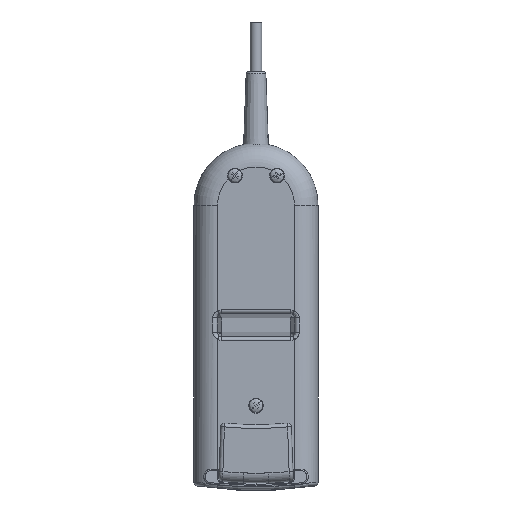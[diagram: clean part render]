
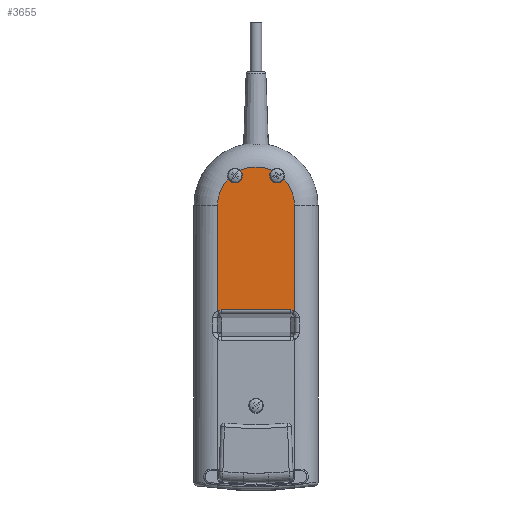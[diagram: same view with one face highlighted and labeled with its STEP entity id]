
A CAD part, front view. The second image highlights one B-rep face of the part: STEP entity #3655.
In plain terms, the highlighted planar face has unit normal (0, -1, 0).
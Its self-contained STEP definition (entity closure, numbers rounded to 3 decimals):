
#74 = DIRECTION ( 'NONE',  ( 0., 0., -1. ) ) ;
#142 = CARTESIAN_POINT ( 'NONE',  ( -15.501, -9.39, 156. ) ) ;
#349 = DIRECTION ( 'NONE',  ( 1., 0., 0. ) ) ;
#370 = CARTESIAN_POINT ( 'NONE',  ( 0., -9.39, 72.821 ) ) ;
#853 = ORIENTED_EDGE ( 'NONE', *, *, #1406, .T. ) ;
#868 = ORIENTED_EDGE ( 'NONE', *, *, #1905, .T. ) ;
#878 = ORIENTED_EDGE ( 'NONE', *, *, #2351, .T. ) ;
#880 = ORIENTED_EDGE ( 'NONE', *, *, #1533, .T. ) ;
#887 = ORIENTED_EDGE ( 'NONE', *, *, #1504, .T. ) ;
#954 = ORIENTED_EDGE ( 'NONE', *, *, #1989, .F. ) ;
#988 = ORIENTED_EDGE ( 'NONE', *, *, #1530, .F. ) ;
#1022 = ORIENTED_EDGE ( 'NONE', *, *, #1573, .F. ) ;
#1067 = ORIENTED_EDGE ( 'NONE', *, *, #1232, .T. ) ;
#1080 = ORIENTED_EDGE ( 'NONE', *, *, #1570, .F. ) ;
#1113 = ORIENTED_EDGE ( 'NONE', *, *, #1794, .T. ) ;
#1122 = ORIENTED_EDGE ( 'NONE', *, *, #1752, .T. ) ;
#1232 = EDGE_CURVE ( 'NONE', #8439, #8394, #8907, .T. ) ;
#1268 = AXIS2_PLACEMENT_3D ( 'NONE', #3325, #3324, #3322 ) ;
#1287 = AXIS2_PLACEMENT_3D ( 'NONE', #3469, #3468, #3467 ) ;
#1314 = AXIS2_PLACEMENT_3D ( 'NONE', #6343, #6342, #6341 ) ;
#1316 = AXIS2_PLACEMENT_3D ( 'NONE', #10716, #10715, #10714 ) ;
#1318 = AXIS2_PLACEMENT_3D ( 'NONE', #6332, #6328, #6327 ) ;
#1326 = AXIS2_PLACEMENT_3D ( 'NONE', #10707, #10706, #10705 ) ;
#1406 = EDGE_CURVE ( 'NONE', #8526, #8517, #8988, .T. ) ;
#1504 = EDGE_CURVE ( 'NONE', #8405, #8430, #9065, .T. ) ;
#1530 = EDGE_CURVE ( 'NONE', #2703, #2706, #9087, .T. ) ;
#1533 = EDGE_CURVE ( 'NONE', #2714, #8526, #9095, .T. ) ;
#1570 = EDGE_CURVE ( 'NONE', #2706, #8562, #9137, .T. ) ;
#1573 = EDGE_CURVE ( 'NONE', #2713, #8359, #9142, .T. ) ;
#1598 = AXIS2_PLACEMENT_3D ( 'NONE', #5699, #5704, #5705 ) ;
#1752 = EDGE_CURVE ( 'NONE', #8394, #8562, #9188, .T. ) ;
#1794 = EDGE_CURVE ( 'NONE', #8430, #8439, #9230, .T. ) ;
#1905 = EDGE_CURVE ( 'NONE', #8517, #8405, #9313, .T. ) ;
#1907 = AXIS2_PLACEMENT_3D ( 'NONE', #10327, #10328, #10561 ) ;
#1989 = EDGE_CURVE ( 'NONE', #2714, #2713, #9372, .T. ) ;
#2277 = AXIS2_PLACEMENT_3D ( 'NONE', #4653, #4654, #4655 ) ;
#2304 = AXIS2_PLACEMENT_3D ( 'NONE', #10524, #10435, #10450 ) ;
#2351 = EDGE_CURVE ( 'NONE', #2703, #8359, #9726, .T. ) ;
#2703 = VERTEX_POINT ( 'NONE', #4687 ) ;
#2706 = VERTEX_POINT ( 'NONE', #4690 ) ;
#2713 = VERTEX_POINT ( 'NONE', #4696 ) ;
#2714 = VERTEX_POINT ( 'NONE', #4697 ) ;
#3322 = DIRECTION ( 'NONE',  ( 0., 0., 1. ) ) ;
#3324 = DIRECTION ( 'NONE',  ( 0., 1., 0. ) ) ;
#3325 = CARTESIAN_POINT ( 'NONE',  ( 14., -9.39, 69.684 ) ) ;
#3467 = DIRECTION ( 'NONE',  ( 0., 0., 1. ) ) ;
#3468 = DIRECTION ( 'NONE',  ( 0., -1., 0. ) ) ;
#3469 = CARTESIAN_POINT ( 'NONE',  ( 0., -9.39, 115. ) ) ;
#3655 = ADVANCED_FACE ( 'NONE', ( #9913 ), #5700, .F. ) ;
#4653 = CARTESIAN_POINT ( 'NONE',  ( 0., -9.39, 115. ) ) ;
#4654 = DIRECTION ( 'NONE',  ( 0., -1., 0. ) ) ;
#4655 = DIRECTION ( 'NONE',  ( 0., 0., 1. ) ) ;
#4687 = CARTESIAN_POINT ( 'NONE',  ( 6.383, -9.39, 129.125 ) ) ;
#4690 = CARTESIAN_POINT ( 'NONE',  ( 8.5, -9.39, 124. ) ) ;
#4696 = CARTESIAN_POINT ( 'NONE',  ( -8.5, -9.39, 124. ) ) ;
#4697 = CARTESIAN_POINT ( 'NONE',  ( -11.208, -9.39, 125.708 ) ) ;
#5699 = CARTESIAN_POINT ( 'NONE',  ( 0., -9.39, 156. ) ) ;
#5700 = PLANE ( 'NONE',  #1598 ) ;
#5704 = DIRECTION ( 'NONE',  ( 0., 1., 0. ) ) ;
#5705 = DIRECTION ( 'NONE',  ( 0., 0., 1. ) ) ;
#5787 = CARTESIAN_POINT ( 'NONE',  ( 15.501, -9.39, 156. ) ) ;
#5867 = DIRECTION ( 'NONE',  ( 0., 0., 1. ) ) ;
#6327 = DIRECTION ( 'NONE',  ( 0., 0., 1. ) ) ;
#6328 = DIRECTION ( 'NONE',  ( 0., -1., 0. ) ) ;
#6332 = CARTESIAN_POINT ( 'NONE',  ( 0., -9.39, 115. ) ) ;
#6341 = DIRECTION ( 'NONE',  ( 0., 0., -1. ) ) ;
#6342 = DIRECTION ( 'NONE',  ( 0., -1., 0. ) ) ;
#6343 = CARTESIAN_POINT ( 'NONE',  ( 8.5, -9.39, 127. ) ) ;
#8072 = CARTESIAN_POINT ( 'NONE',  ( -6.383, -9.39, 129.125 ) ) ;
#8107 = CARTESIAN_POINT ( 'NONE',  ( 15.501, -9.39, 115. ) ) ;
#8118 = CARTESIAN_POINT ( 'NONE',  ( -14., -9.39, 72.821 ) ) ;
#8143 = CARTESIAN_POINT ( 'NONE',  ( 14., -9.39, 72.821 ) ) ;
#8152 = CARTESIAN_POINT ( 'NONE',  ( 15.501, -9.39, 72.439 ) ) ;
#8230 = CARTESIAN_POINT ( 'NONE',  ( -15.501, -9.39, 72.439 ) ) ;
#8239 = CARTESIAN_POINT ( 'NONE',  ( -15.501, -9.39, 115. ) ) ;
#8275 = CARTESIAN_POINT ( 'NONE',  ( 11.208, -9.39, 125.708 ) ) ;
#8359 = VERTEX_POINT ( 'NONE', #8072 ) ;
#8394 = VERTEX_POINT ( 'NONE', #8107 ) ;
#8405 = VERTEX_POINT ( 'NONE', #8118 ) ;
#8430 = VERTEX_POINT ( 'NONE', #8143 ) ;
#8439 = VERTEX_POINT ( 'NONE', #8152 ) ;
#8517 = VERTEX_POINT ( 'NONE', #8230 ) ;
#8526 = VERTEX_POINT ( 'NONE', #8239 ) ;
#8562 = VERTEX_POINT ( 'NONE', #8275 ) ;
#8819 = EDGE_LOOP ( 'NONE', ( #878, #1022, #954, #880, #853, #868, #887, #1113, #1067, #1122, #1080, #988 ) ) ;
#8907 = LINE ( 'NONE', #5787, #8911 ) ;
#8911 = VECTOR ( 'NONE', #5867, 1000. ) ;
#8988 = LINE ( 'NONE', #142, #8992 ) ;
#8992 = VECTOR ( 'NONE', #74, 1000. ) ;
#9065 = LINE ( 'NONE', #370, #9068 ) ;
#9068 = VECTOR ( 'NONE', #349, 1000. ) ;
#9087 = CIRCLE ( 'NONE', #1314, 3. ) ;
#9095 = CIRCLE ( 'NONE', #1318, 15.501 ) ;
#9137 = CIRCLE ( 'NONE', #1316, 3. ) ;
#9142 = CIRCLE ( 'NONE', #1326, 3. ) ;
#9188 = CIRCLE ( 'NONE', #1287, 15.501 ) ;
#9230 = CIRCLE ( 'NONE', #1268, 3.137 ) ;
#9313 = CIRCLE ( 'NONE', #1907, 3.137 ) ;
#9372 = CIRCLE ( 'NONE', #2304, 3. ) ;
#9726 = CIRCLE ( 'NONE', #2277, 15.501 ) ;
#9913 = FACE_OUTER_BOUND ( 'NONE', #8819, .T. ) ;
#10327 = CARTESIAN_POINT ( 'NONE',  ( -14., -9.39, 69.684 ) ) ;
#10328 = DIRECTION ( 'NONE',  ( 0., 1., 0. ) ) ;
#10435 = DIRECTION ( 'NONE',  ( 0., -1., 0. ) ) ;
#10450 = DIRECTION ( 'NONE',  ( 0., 0., -1. ) ) ;
#10524 = CARTESIAN_POINT ( 'NONE',  ( -8.5, -9.39, 127. ) ) ;
#10561 = DIRECTION ( 'NONE',  ( 0., 0., 1. ) ) ;
#10705 = DIRECTION ( 'NONE',  ( 0., 0., -1. ) ) ;
#10706 = DIRECTION ( 'NONE',  ( 0., -1., 0. ) ) ;
#10707 = CARTESIAN_POINT ( 'NONE',  ( -8.5, -9.39, 127. ) ) ;
#10714 = DIRECTION ( 'NONE',  ( 0., 0., -1. ) ) ;
#10715 = DIRECTION ( 'NONE',  ( 0., -1., 0. ) ) ;
#10716 = CARTESIAN_POINT ( 'NONE',  ( 8.5, -9.39, 127. ) ) ;
